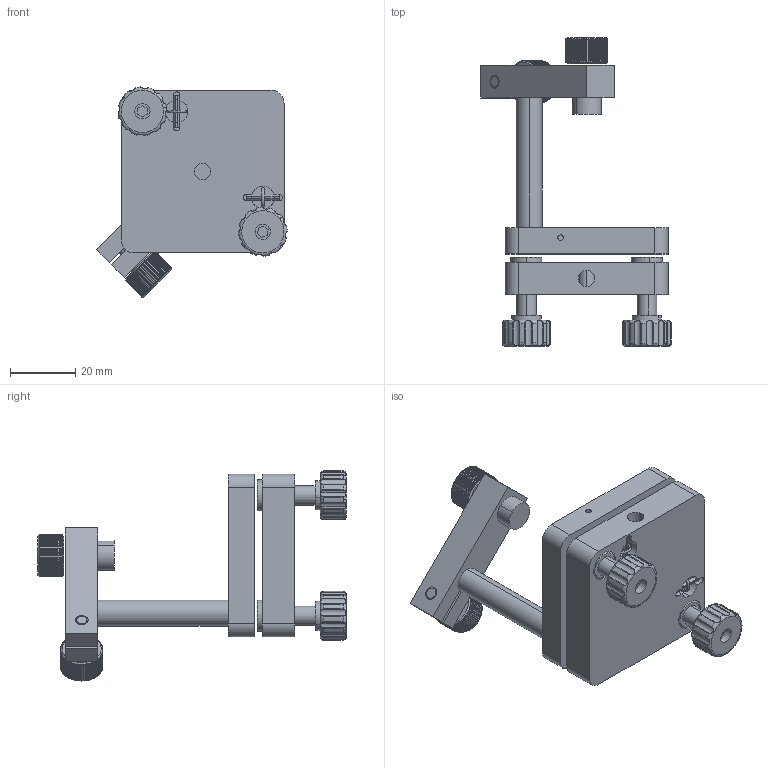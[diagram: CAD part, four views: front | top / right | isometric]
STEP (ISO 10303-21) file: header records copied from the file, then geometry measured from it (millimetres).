
FILE_DESCRIPTION (( 'STEP AP203' ), '1' );
FILE_NAME ('03PRT-2M.STEP', '2016-02-23T00:46:12', ( '' ), ( '' ), 'SwSTEP 2.0', 'SolidWorks 2016', '' );
FILE_SCHEMA (( 'CONFIG_CONTROL_DESIGN' ));
Length unit declared in the file: millimetre
Products named in the file (1): 03PRT-2M
Bounding box: 58.53 x 94.8 x 64.52 mm (x, y, z)
Surface area: 23550 mm2 (no closed solid volume)
Topology: 0 solids, 21 shells, 632 faces, 1912 edges, 1284 vertices
Faces by surface type: cylinder 491, plane 109, cone 16, bspline 8, torus 8
Entity records: 25501 total; most frequent: CARTESIAN_POINT 9053, ORIENTED_EDGE 3598, DIRECTION 3110, EDGE_CURVE 1908, VERTEX_POINT 1284, AXIS2_PLACEMENT_3D 1179, VECTOR 752, LINE 752
